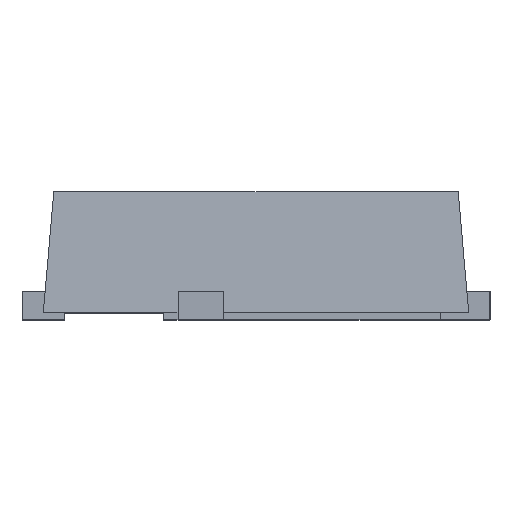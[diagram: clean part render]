
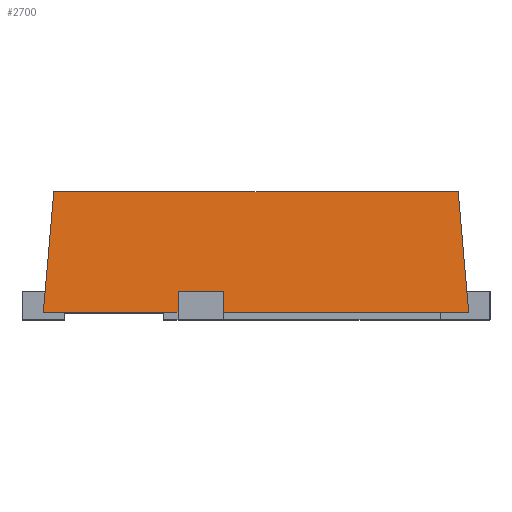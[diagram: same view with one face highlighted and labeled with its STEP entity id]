
A CAD part, top view. The second image highlights one B-rep face of the part: STEP entity #2700.
In plain terms, the highlighted planar face has unit normal (0, 0.087, 0.996).
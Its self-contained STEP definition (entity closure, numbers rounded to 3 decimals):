
#26 = LINE ( 'NONE', #3650, #3147 ) ;
#135 = ORIENTED_EDGE ( 'NONE', *, *, #3806, .T. ) ;
#317 = VECTOR ( 'NONE', #3423, 1000. ) ;
#328 = ORIENTED_EDGE ( 'NONE', *, *, #569, .T. ) ;
#347 = EDGE_CURVE ( 'NONE', #1383, #1380, #2005, .T. ) ;
#530 = VECTOR ( 'NONE', #1111, 1000. ) ;
#544 = EDGE_CURVE ( 'NONE', #2778, #3517, #3443, .T. ) ;
#569 = EDGE_CURVE ( 'NONE', #784, #2778, #2764, .T. ) ;
#590 = ORIENTED_EDGE ( 'NONE', *, *, #1661, .F. ) ;
#606 = EDGE_LOOP ( 'NONE', ( #1944, #3208, #3715, #135, #328, #1544, #915, #590 ) ) ;
#735 = DIRECTION ( 'NONE',  ( 0.087, 0.992, -0.087 ) ) ;
#784 = VERTEX_POINT ( 'NONE', #1388 ) ;
#787 = AXIS2_PLACEMENT_3D ( 'NONE', #2350, #1722, #1033 ) ;
#801 = VERTEX_POINT ( 'NONE', #2456 ) ;
#915 = ORIENTED_EDGE ( 'NONE', *, *, #3920, .F. ) ;
#1012 = FACE_OUTER_BOUND ( 'NONE', #606, .T. ) ;
#1033 = DIRECTION ( 'NONE',  ( 0., -0.996, 0.087 ) ) ;
#1109 = DIRECTION ( 'NONE',  ( 0., 0.996, -0.087 ) ) ;
#1111 = DIRECTION ( 'NONE',  ( 0., -0.996, 0.087 ) ) ;
#1133 = CARTESIAN_POINT ( 'NONE',  ( -0.55, 0.05, 1.6 ) ) ;
#1193 = CARTESIAN_POINT ( 'NONE',  ( -1.426, 0.9, 1.526 ) ) ;
#1346 = CARTESIAN_POINT ( 'NONE',  ( -0.23, 0.05, 1.6 ) ) ;
#1380 = VERTEX_POINT ( 'NONE', #2898 ) ;
#1383 = VERTEX_POINT ( 'NONE', #1833 ) ;
#1388 = CARTESIAN_POINT ( 'NONE',  ( -0.23, 0.2, 1.587 ) ) ;
#1464 = CARTESIAN_POINT ( 'NONE',  ( 0., 0.9, 1.526 ) ) ;
#1544 = ORIENTED_EDGE ( 'NONE', *, *, #544, .T. ) ;
#1622 = EDGE_CURVE ( 'NONE', #1383, #2857, #2721, .T. ) ;
#1661 = EDGE_CURVE ( 'NONE', #2857, #801, #3356, .T. ) ;
#1722 = DIRECTION ( 'NONE',  ( 0., 0.087, 0.996 ) ) ;
#1812 = VECTOR ( 'NONE', #2441, 1000. ) ;
#1821 = VERTEX_POINT ( 'NONE', #1868 ) ;
#1822 = VECTOR ( 'NONE', #1109, 1000. ) ;
#1833 = CARTESIAN_POINT ( 'NONE',  ( -1.5, 0.05, 1.6 ) ) ;
#1868 = CARTESIAN_POINT ( 'NONE',  ( -0.55, 0.2, 1.587 ) ) ;
#1944 = ORIENTED_EDGE ( 'NONE', *, *, #1622, .F. ) ;
#2005 = LINE ( 'NONE', #3357, #4022 ) ;
#2109 = DIRECTION ( 'NONE',  ( 0.087, -0.992, 0.087 ) ) ;
#2350 = CARTESIAN_POINT ( 'NONE',  ( -1.5, 0.05, 1.6 ) ) ;
#2376 = PLANE ( 'NONE',  #787 ) ;
#2441 = DIRECTION ( 'NONE',  ( 1., 0., 0. ) ) ;
#2456 = CARTESIAN_POINT ( 'NONE',  ( 1.426, 0.9, 1.526 ) ) ;
#2617 = DIRECTION ( 'NONE',  ( 1., 0., 0. ) ) ;
#2674 = CARTESIAN_POINT ( 'NONE',  ( 1.5, 0.05, 1.6 ) ) ;
#2700 = ADVANCED_FACE ( 'NONE', ( #1012 ), #2376, .T. ) ;
#2721 = LINE ( 'NONE', #3029, #3338 ) ;
#2722 = CARTESIAN_POINT ( 'NONE',  ( -1.5, 0.05, 1.6 ) ) ;
#2764 = LINE ( 'NONE', #3752, #530 ) ;
#2778 = VERTEX_POINT ( 'NONE', #1346 ) ;
#2857 = VERTEX_POINT ( 'NONE', #1193 ) ;
#2898 = CARTESIAN_POINT ( 'NONE',  ( -0.55, 0.05, 1.6 ) ) ;
#3029 = CARTESIAN_POINT ( 'NONE',  ( -1.5, 0.05, 1.6 ) ) ;
#3044 = DIRECTION ( 'NONE',  ( 1., 0., 0. ) ) ;
#3147 = VECTOR ( 'NONE', #3044, 1000. ) ;
#3208 = ORIENTED_EDGE ( 'NONE', *, *, #347, .T. ) ;
#3338 = VECTOR ( 'NONE', #735, 1000. ) ;
#3356 = LINE ( 'NONE', #1464, #1812 ) ;
#3357 = CARTESIAN_POINT ( 'NONE',  ( -1.5, 0.05, 1.6 ) ) ;
#3421 = LINE ( 'NONE', #1133, #1822 ) ;
#3423 = DIRECTION ( 'NONE',  ( 1., 0., 0. ) ) ;
#3443 = LINE ( 'NONE', #2722, #317 ) ;
#3517 = VERTEX_POINT ( 'NONE', #2674 ) ;
#3627 = EDGE_CURVE ( 'NONE', #1380, #1821, #3421, .T. ) ;
#3650 = CARTESIAN_POINT ( 'NONE',  ( 0., 0.2, 1.587 ) ) ;
#3715 = ORIENTED_EDGE ( 'NONE', *, *, #3627, .T. ) ;
#3741 = CARTESIAN_POINT ( 'NONE',  ( 1.426, 0.9, 1.526 ) ) ;
#3752 = CARTESIAN_POINT ( 'NONE',  ( -0.23, 0.05, 1.6 ) ) ;
#3806 = EDGE_CURVE ( 'NONE', #1821, #784, #26, .T. ) ;
#3920 = EDGE_CURVE ( 'NONE', #801, #3517, #4093, .T. ) ;
#4022 = VECTOR ( 'NONE', #2617, 1000. ) ;
#4093 = LINE ( 'NONE', #3741, #4265 ) ;
#4265 = VECTOR ( 'NONE', #2109, 1000. ) ;
